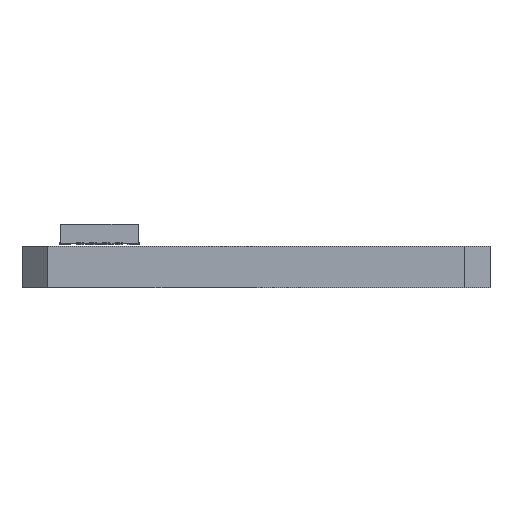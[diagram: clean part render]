
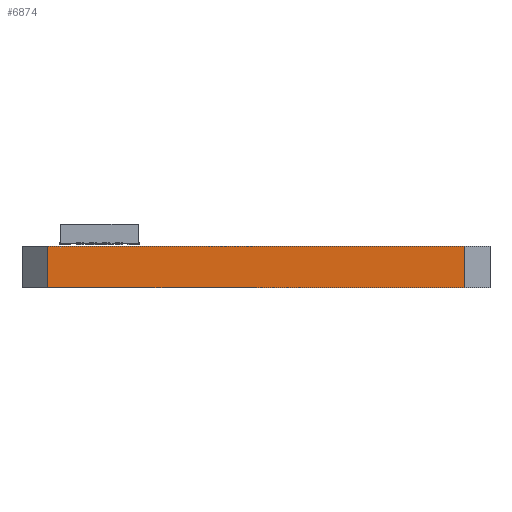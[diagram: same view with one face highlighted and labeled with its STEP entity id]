
A CAD part, left-side view. The second image highlights one B-rep face of the part: STEP entity #6874.
In plain terms, the highlighted planar face has unit normal (-1, 0, 0).
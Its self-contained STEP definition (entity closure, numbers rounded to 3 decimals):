
#6166 = PLANE('',#6167);
#6167 = AXIS2_PLACEMENT_3D('',#6168,#6169,#6170);
#6168 = CARTESIAN_POINT('',(10.,9.,1.6));
#6169 = DIRECTION('',(-0.,-0.,-1.));
#6170 = DIRECTION('',(-1.,0.,0.));
#6220 = PLANE('',#6221);
#6221 = AXIS2_PLACEMENT_3D('',#6222,#6223,#6224);
#6222 = CARTESIAN_POINT('',(10.,9.,0.));
#6223 = DIRECTION('',(-0.,-0.,-1.));
#6224 = DIRECTION('',(-1.,0.,0.));
#6413 = VERTEX_POINT('',#6414);
#6414 = CARTESIAN_POINT('',(0.,1.,0.));
#6428 = PLANE('',#6429);
#6429 = AXIS2_PLACEMENT_3D('',#6430,#6431,#6432);
#6430 = CARTESIAN_POINT('',(1.,0.,0.));
#6431 = DIRECTION('',(-0.707,-0.707,0.));
#6432 = DIRECTION('',(-0.707,0.707,0.));
#6440 = EDGE_CURVE('',#6413,#6441,#6443,.T.);
#6441 = VERTEX_POINT('',#6442);
#6442 = CARTESIAN_POINT('',(0.,17.,0.));
#6443 = SURFACE_CURVE('',#6444,(#6448,#6455),.PCURVE_S1.);
#6444 = LINE('',#6445,#6446);
#6445 = CARTESIAN_POINT('',(0.,1.,0.));
#6446 = VECTOR('',#6447,1.);
#6447 = DIRECTION('',(0.,1.,0.));
#6448 = PCURVE('',#6220,#6449);
#6449 = DEFINITIONAL_REPRESENTATION('',(#6450),#6454);
#6450 = LINE('',#6451,#6452);
#6451 = CARTESIAN_POINT('',(10.,-8.));
#6452 = VECTOR('',#6453,1.);
#6453 = DIRECTION('',(0.,1.));
#6454 = ( GEOMETRIC_REPRESENTATION_CONTEXT(2) 
PARAMETRIC_REPRESENTATION_CONTEXT() REPRESENTATION_CONTEXT('2D SPACE',''
  ) );
#6455 = PCURVE('',#6456,#6461);
#6456 = PLANE('',#6457);
#6457 = AXIS2_PLACEMENT_3D('',#6458,#6459,#6460);
#6458 = CARTESIAN_POINT('',(0.,1.,0.));
#6459 = DIRECTION('',(-1.,0.,0.));
#6460 = DIRECTION('',(0.,1.,0.));
#6461 = DEFINITIONAL_REPRESENTATION('',(#6462),#6466);
#6462 = LINE('',#6463,#6464);
#6463 = CARTESIAN_POINT('',(0.,0.));
#6464 = VECTOR('',#6465,1.);
#6465 = DIRECTION('',(1.,0.));
#6466 = ( GEOMETRIC_REPRESENTATION_CONTEXT(2) 
PARAMETRIC_REPRESENTATION_CONTEXT() REPRESENTATION_CONTEXT('2D SPACE',''
  ) );
#6484 = PLANE('',#6485);
#6485 = AXIS2_PLACEMENT_3D('',#6486,#6487,#6488);
#6486 = CARTESIAN_POINT('',(0.,17.,0.));
#6487 = DIRECTION('',(-0.707,0.707,0.));
#6488 = DIRECTION('',(0.707,0.707,0.));
#6617 = VERTEX_POINT('',#6618);
#6618 = CARTESIAN_POINT('',(0.,1.,1.6));
#6639 = EDGE_CURVE('',#6617,#6640,#6642,.T.);
#6640 = VERTEX_POINT('',#6641);
#6641 = CARTESIAN_POINT('',(0.,17.,1.6));
#6642 = SURFACE_CURVE('',#6643,(#6647,#6654),.PCURVE_S1.);
#6643 = LINE('',#6644,#6645);
#6644 = CARTESIAN_POINT('',(0.,1.,1.6));
#6645 = VECTOR('',#6646,1.);
#6646 = DIRECTION('',(0.,1.,0.));
#6647 = PCURVE('',#6166,#6648);
#6648 = DEFINITIONAL_REPRESENTATION('',(#6649),#6653);
#6649 = LINE('',#6650,#6651);
#6650 = CARTESIAN_POINT('',(10.,-8.));
#6651 = VECTOR('',#6652,1.);
#6652 = DIRECTION('',(0.,1.));
#6653 = ( GEOMETRIC_REPRESENTATION_CONTEXT(2) 
PARAMETRIC_REPRESENTATION_CONTEXT() REPRESENTATION_CONTEXT('2D SPACE',''
  ) );
#6654 = PCURVE('',#6456,#6655);
#6655 = DEFINITIONAL_REPRESENTATION('',(#6656),#6660);
#6656 = LINE('',#6657,#6658);
#6657 = CARTESIAN_POINT('',(0.,-1.6));
#6658 = VECTOR('',#6659,1.);
#6659 = DIRECTION('',(1.,0.));
#6660 = ( GEOMETRIC_REPRESENTATION_CONTEXT(2) 
PARAMETRIC_REPRESENTATION_CONTEXT() REPRESENTATION_CONTEXT('2D SPACE',''
  ) );
#6824 = EDGE_CURVE('',#6441,#6640,#6825,.T.);
#6825 = SURFACE_CURVE('',#6826,(#6830,#6837),.PCURVE_S1.);
#6826 = LINE('',#6827,#6828);
#6827 = CARTESIAN_POINT('',(0.,17.,0.));
#6828 = VECTOR('',#6829,1.);
#6829 = DIRECTION('',(0.,0.,1.));
#6830 = PCURVE('',#6484,#6831);
#6831 = DEFINITIONAL_REPRESENTATION('',(#6832),#6836);
#6832 = LINE('',#6833,#6834);
#6833 = CARTESIAN_POINT('',(0.,0.));
#6834 = VECTOR('',#6835,1.);
#6835 = DIRECTION('',(0.,-1.));
#6836 = ( GEOMETRIC_REPRESENTATION_CONTEXT(2) 
PARAMETRIC_REPRESENTATION_CONTEXT() REPRESENTATION_CONTEXT('2D SPACE',''
  ) );
#6837 = PCURVE('',#6456,#6838);
#6838 = DEFINITIONAL_REPRESENTATION('',(#6839),#6843);
#6839 = LINE('',#6840,#6841);
#6840 = CARTESIAN_POINT('',(16.,0.));
#6841 = VECTOR('',#6842,1.);
#6842 = DIRECTION('',(0.,-1.));
#6843 = ( GEOMETRIC_REPRESENTATION_CONTEXT(2) 
PARAMETRIC_REPRESENTATION_CONTEXT() REPRESENTATION_CONTEXT('2D SPACE',''
  ) );
#6853 = EDGE_CURVE('',#6413,#6617,#6854,.T.);
#6854 = SURFACE_CURVE('',#6855,(#6859,#6866),.PCURVE_S1.);
#6855 = LINE('',#6856,#6857);
#6856 = CARTESIAN_POINT('',(0.,1.,0.));
#6857 = VECTOR('',#6858,1.);
#6858 = DIRECTION('',(0.,0.,1.));
#6859 = PCURVE('',#6428,#6860);
#6860 = DEFINITIONAL_REPRESENTATION('',(#6861),#6865);
#6861 = LINE('',#6862,#6863);
#6862 = CARTESIAN_POINT('',(1.414,0.));
#6863 = VECTOR('',#6864,1.);
#6864 = DIRECTION('',(0.,-1.));
#6865 = ( GEOMETRIC_REPRESENTATION_CONTEXT(2) 
PARAMETRIC_REPRESENTATION_CONTEXT() REPRESENTATION_CONTEXT('2D SPACE',''
  ) );
#6866 = PCURVE('',#6456,#6867);
#6867 = DEFINITIONAL_REPRESENTATION('',(#6868),#6872);
#6868 = LINE('',#6869,#6870);
#6869 = CARTESIAN_POINT('',(0.,0.));
#6870 = VECTOR('',#6871,1.);
#6871 = DIRECTION('',(0.,-1.));
#6872 = ( GEOMETRIC_REPRESENTATION_CONTEXT(2) 
PARAMETRIC_REPRESENTATION_CONTEXT() REPRESENTATION_CONTEXT('2D SPACE',''
  ) );
#6874 = ADVANCED_FACE('',(#6875),#6456,.T.);
#6875 = FACE_BOUND('',#6876,.T.);
#6876 = EDGE_LOOP('',(#6877,#6878,#6879,#6880));
#6877 = ORIENTED_EDGE('',*,*,#6853,.T.);
#6878 = ORIENTED_EDGE('',*,*,#6639,.T.);
#6879 = ORIENTED_EDGE('',*,*,#6824,.F.);
#6880 = ORIENTED_EDGE('',*,*,#6440,.F.);
